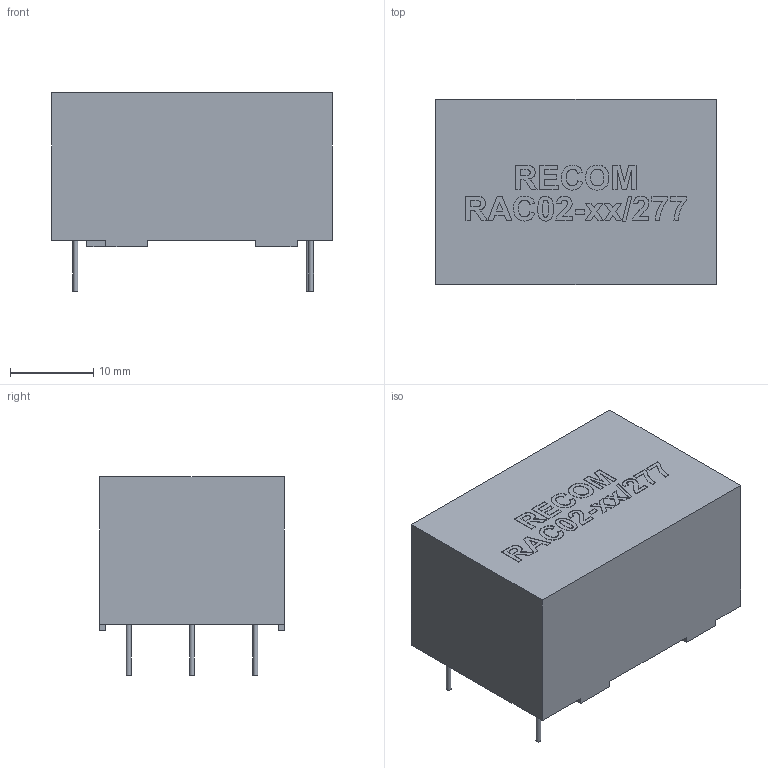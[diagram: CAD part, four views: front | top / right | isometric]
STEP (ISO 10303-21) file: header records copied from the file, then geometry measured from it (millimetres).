
FILE_DESCRIPTION( ( 'Unknown' ), '1' );
FILE_NAME( 'RAC02_277.stp', 'Unknown', ( 'Unknown' ), ( 'Unknown' ), 'XStep 1.0', 'Unknown', ' ' );
FILE_SCHEMA( ( 'automotive_design' ) );
Length unit declared in the file: millimetre
Products named in the file (1): 1
Bounding box: 33.7 x 22.2 x 23.85 mm (x, y, z)
Volume: 13296 mm3; surface area: 3573.2 mm2
Topology: 1 solids, 1 shells, 176 faces, 444 edges, 296 vertices
Faces by surface type: plane 148, extrusion 24, cylinder 4
Full cylindrical faces by diameter (mm): 0.6 x4
Entity records: 7664 total; most frequent: CARTESIAN_POINT 2509, ORIENTED_EDGE 872, DIRECTION 526, EDGE_CURVE 436, VERTEX_POINT 296, B_SPLINE_CURVE_WITH_KNOTS 272, EDGE_LOOP 210, VECTOR 204
